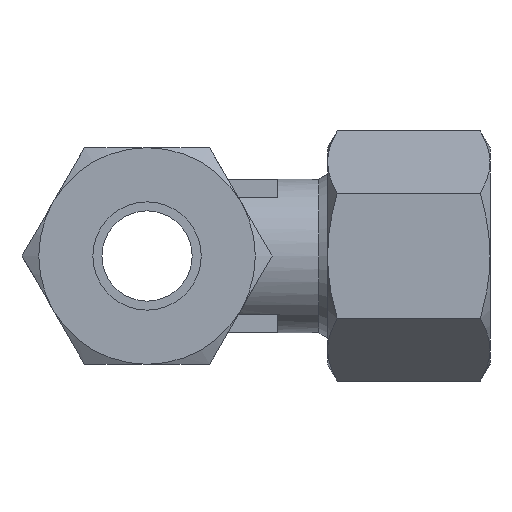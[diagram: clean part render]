
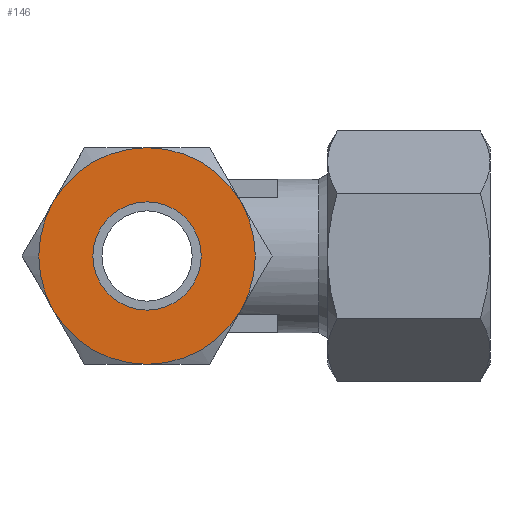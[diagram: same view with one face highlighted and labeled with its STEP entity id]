
A CAD part, left-side view. The second image highlights one B-rep face of the part: STEP entity #146.
In plain terms, the highlighted planar face has unit normal (-1, 0, 0).
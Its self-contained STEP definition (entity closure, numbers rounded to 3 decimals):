
#146 = ADVANCED_FACE( '', ( #374, #375 ), #376, .T. );
#374 = FACE_BOUND( '', #695, .T. );
#375 = FACE_OUTER_BOUND( '', #696, .T. );
#376 = PLANE( '', #697 );
#695 = EDGE_LOOP( '', ( #1085 ) );
#696 = EDGE_LOOP( '', ( #1086, #1087, #1088, #1089, #1090, #1091 ) );
#697 = AXIS2_PLACEMENT_3D( '', #1092, #1093, #1094 );
#1085 = ORIENTED_EDGE( '', *, *, #1838, .T. );
#1086 = ORIENTED_EDGE( '', *, *, #1839, .F. );
#1087 = ORIENTED_EDGE( '', *, *, #1840, .F. );
#1088 = ORIENTED_EDGE( '', *, *, #1841, .F. );
#1089 = ORIENTED_EDGE( '', *, *, #1842, .F. );
#1090 = ORIENTED_EDGE( '', *, *, #1843, .F. );
#1091 = ORIENTED_EDGE( '', *, *, #1844, .F. );
#1092 = CARTESIAN_POINT( '', ( -38., 12., 0. ) );
#1093 = DIRECTION( '', ( -1., 0., 0. ) );
#1094 = DIRECTION( '', ( 0., 0., 1. ) );
#1838 = EDGE_CURVE( '', #2189, #2189, #2190, .T. );
#1839 = EDGE_CURVE( '', #2191, #2192, #2193, .T. );
#1840 = EDGE_CURVE( '', #2194, #2191, #2195, .T. );
#1841 = EDGE_CURVE( '', #2196, #2194, #2197, .T. );
#1842 = EDGE_CURVE( '', #2198, #2196, #2199, .T. );
#1843 = EDGE_CURVE( '', #2200, #2198, #2201, .T. );
#1844 = EDGE_CURVE( '', #2192, #2200, #2202, .T. );
#2189 = VERTEX_POINT( '', #2682 );
#2190 = CIRCLE( '', #2683, 6. );
#2191 = VERTEX_POINT( '', #2684 );
#2192 = VERTEX_POINT( '', #2685 );
#2193 = CIRCLE( '', #2686, 12. );
#2194 = VERTEX_POINT( '', #2687 );
#2195 = CIRCLE( '', #2688, 12. );
#2196 = VERTEX_POINT( '', #2689 );
#2197 = CIRCLE( '', #2690, 12. );
#2198 = VERTEX_POINT( '', #2691 );
#2199 = CIRCLE( '', #2692, 12. );
#2200 = VERTEX_POINT( '', #2693 );
#2201 = CIRCLE( '', #2694, 12. );
#2202 = CIRCLE( '', #2695, 12. );
#2682 = CARTESIAN_POINT( '', ( -38., 0., -6. ) );
#2683 = AXIS2_PLACEMENT_3D( '', #3507, #3508, #3509 );
#2684 = CARTESIAN_POINT( '', ( -38., 10.392, -6. ) );
#2685 = CARTESIAN_POINT( '', ( -38., 10.392, 6. ) );
#2686 = AXIS2_PLACEMENT_3D( '', #3510, #3511, #3512 );
#2687 = CARTESIAN_POINT( '', ( -38., 0., -12. ) );
#2688 = AXIS2_PLACEMENT_3D( '', #3513, #3514, #3515 );
#2689 = CARTESIAN_POINT( '', ( -38., -10.392, -6. ) );
#2690 = AXIS2_PLACEMENT_3D( '', #3516, #3517, #3518 );
#2691 = CARTESIAN_POINT( '', ( -38., -10.392, 6. ) );
#2692 = AXIS2_PLACEMENT_3D( '', #3519, #3520, #3521 );
#2693 = CARTESIAN_POINT( '', ( -38., 0., 12. ) );
#2694 = AXIS2_PLACEMENT_3D( '', #3522, #3523, #3524 );
#2695 = AXIS2_PLACEMENT_3D( '', #3525, #3526, #3527 );
#3507 = CARTESIAN_POINT( '', ( -38., 0., 0. ) );
#3508 = DIRECTION( '', ( 1., 0., 0. ) );
#3509 = DIRECTION( '', ( 0., 0., -1. ) );
#3510 = CARTESIAN_POINT( '', ( -38., 0., 0. ) );
#3511 = DIRECTION( '', ( 1., 0., 0. ) );
#3512 = DIRECTION( '', ( 0., 0., -1. ) );
#3513 = CARTESIAN_POINT( '', ( -38., 0., 0. ) );
#3514 = DIRECTION( '', ( 1., 0., 0. ) );
#3515 = DIRECTION( '', ( 0., 0., -1. ) );
#3516 = CARTESIAN_POINT( '', ( -38., 0., 0. ) );
#3517 = DIRECTION( '', ( 1., 0., 0. ) );
#3518 = DIRECTION( '', ( 0., 0., -1. ) );
#3519 = CARTESIAN_POINT( '', ( -38., 0., 0. ) );
#3520 = DIRECTION( '', ( 1., 0., 0. ) );
#3521 = DIRECTION( '', ( 0., 0., -1. ) );
#3522 = CARTESIAN_POINT( '', ( -38., 0., 0. ) );
#3523 = DIRECTION( '', ( 1., 0., 0. ) );
#3524 = DIRECTION( '', ( 0., 0., -1. ) );
#3525 = CARTESIAN_POINT( '', ( -38., 0., 0. ) );
#3526 = DIRECTION( '', ( 1., 0., 0. ) );
#3527 = DIRECTION( '', ( 0., 0., -1. ) );
